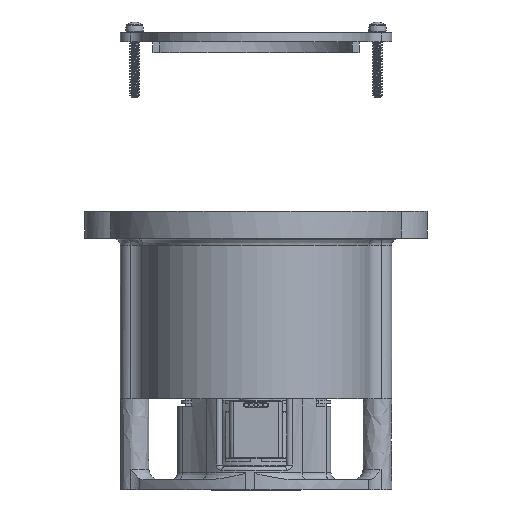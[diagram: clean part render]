
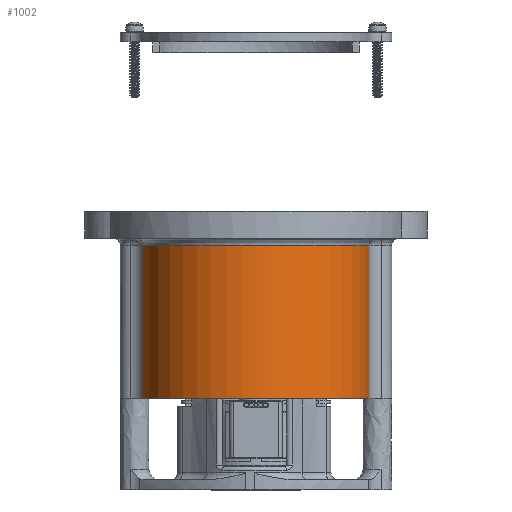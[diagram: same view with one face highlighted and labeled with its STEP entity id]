
A CAD part, front view. The second image highlights one B-rep face of the part: STEP entity #1002.
In plain terms, the highlighted free-form (B-spline) face has degree [2, 1] with [5, 2] control points.
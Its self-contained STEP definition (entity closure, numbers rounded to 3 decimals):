
#876 = VERTEX_POINT('',#877);
#877 = CARTESIAN_POINT('',(31.417,13.425,
    22.463));
#913 = EDGE_CURVE('',#914,#876,#916,.T.);
#914 = VERTEX_POINT('',#915);
#915 = CARTESIAN_POINT('',(-31.417,13.425,
    22.463));
#916 = ( BOUNDED_CURVE() B_SPLINE_CURVE(2,(#917,#918,#919,#920,#921),
.UNSPECIFIED.,.F.,.F.) B_SPLINE_CURVE_WITH_KNOTS((3,2,3),(4.945
,6.283,7.621),.PIECEWISE_BEZIER_KNOTS.) CURVE() 
GEOMETRIC_REPRESENTATION_ITEM() RATIONAL_B_SPLINE_CURVE((1.,
0.784,1.,0.784,1.)) REPRESENTATION_ITEM('') );
#917 = CARTESIAN_POINT('',(-31.417,13.425,
    22.463));
#918 = CARTESIAN_POINT('',(-25.529,-11.416,
    22.463));
#919 = CARTESIAN_POINT('',(0.,-11.416,
    22.463));
#920 = CARTESIAN_POINT('',(25.529,-11.416,
    22.463));
#921 = CARTESIAN_POINT('',(31.417,13.425,
    22.463));
#983 = VERTEX_POINT('',#984);
#984 = CARTESIAN_POINT('',(31.417,13.425,
    -20.255));
#990 = EDGE_CURVE('',#876,#983,#991,.T.);
#991 = B_SPLINE_CURVE_WITH_KNOTS('',1,(#992,#993),.UNSPECIFIED.,.F.,.F.,
  (2,2),(-43.,0.),.PIECEWISE_BEZIER_KNOTS.);
#992 = CARTESIAN_POINT('',(31.417,13.425,
    22.463));
#993 = CARTESIAN_POINT('',(31.417,13.425,
    -20.255));
#1002 = ADVANCED_FACE('',(#1003),#1022,.T.);
#1003 = FACE_BOUND('',#1004,.T.);
#1004 = EDGE_LOOP('',(#1005,#1006,#1013,#1021));
#1005 = ORIENTED_EDGE('',*,*,#913,.F.);
#1006 = ORIENTED_EDGE('',*,*,#1007,.F.);
#1007 = EDGE_CURVE('',#1008,#914,#1010,.T.);
#1008 = VERTEX_POINT('',#1009);
#1009 = CARTESIAN_POINT('',(-31.417,13.425,
    -20.255));
#1010 = B_SPLINE_CURVE_WITH_KNOTS('',1,(#1011,#1012),.UNSPECIFIED.,.F.,
  .F.,(2,2),(0.,43.),.PIECEWISE_BEZIER_KNOTS.);
#1011 = CARTESIAN_POINT('',(-31.417,13.425,
    -20.255));
#1012 = CARTESIAN_POINT('',(-31.417,13.425,
    22.463));
#1013 = ORIENTED_EDGE('',*,*,#1014,.T.);
#1014 = EDGE_CURVE('',#1008,#983,#1015,.T.);
#1015 = ( BOUNDED_CURVE() B_SPLINE_CURVE(2,(#1016,#1017,#1018,#1019,
#1020),.UNSPECIFIED.,.F.,.F.) B_SPLINE_CURVE_WITH_KNOTS((3,2,3),(
    3.374,4.712,6.05),
.PIECEWISE_BEZIER_KNOTS.) CURVE() GEOMETRIC_REPRESENTATION_ITEM() 
RATIONAL_B_SPLINE_CURVE((1.,0.784,1.,0.784,1.)) 
REPRESENTATION_ITEM('') );
#1016 = CARTESIAN_POINT('',(-31.417,13.425,
    -20.255));
#1017 = CARTESIAN_POINT('',(-25.529,-11.416,
    -20.255));
#1018 = CARTESIAN_POINT('',(0.,-11.416,
    -20.255));
#1019 = CARTESIAN_POINT('',(25.529,-11.416,
    -20.255));
#1020 = CARTESIAN_POINT('',(31.417,13.425,
    -20.255));
#1021 = ORIENTED_EDGE('',*,*,#990,.F.);
#1022 = ( BOUNDED_SURFACE() B_SPLINE_SURFACE(2,1,(
    (#1023,#1024)
    ,(#1025,#1026)
    ,(#1027,#1028)
    ,(#1029,#1030)
    ,(#1031,#1032
)),.UNSPECIFIED.,.F.,.F.,.F.) B_SPLINE_SURFACE_WITH_KNOTS((3,2,3),(2,2),
  (3.374,4.712,6.05),(0.,43.),
.PIECEWISE_BEZIER_KNOTS.) GEOMETRIC_REPRESENTATION_ITEM() 
RATIONAL_B_SPLINE_SURFACE((
    (1.,1.)
    ,(0.784,0.784)
    ,(1.,1.)
    ,(0.784,0.784)
,(1.,1.))) REPRESENTATION_ITEM('') SURFACE() );
#1023 = CARTESIAN_POINT('',(-31.417,13.425,
    -20.255));
#1024 = CARTESIAN_POINT('',(-31.417,13.425,
    22.463));
#1025 = CARTESIAN_POINT('',(-25.529,-11.416,
    -20.255));
#1026 = CARTESIAN_POINT('',(-25.529,-11.416,
    22.463));
#1027 = CARTESIAN_POINT('',(0.,-11.416,
    -20.255));
#1028 = CARTESIAN_POINT('',(0.,-11.416,
    22.463));
#1029 = CARTESIAN_POINT('',(25.529,-11.416,
    -20.255));
#1030 = CARTESIAN_POINT('',(25.529,-11.416,
    22.463));
#1031 = CARTESIAN_POINT('',(31.417,13.425,
    -20.255));
#1032 = CARTESIAN_POINT('',(31.417,13.425,
    22.463));
